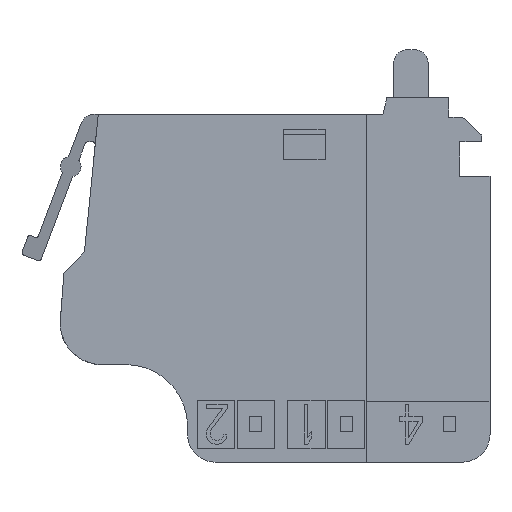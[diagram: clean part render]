
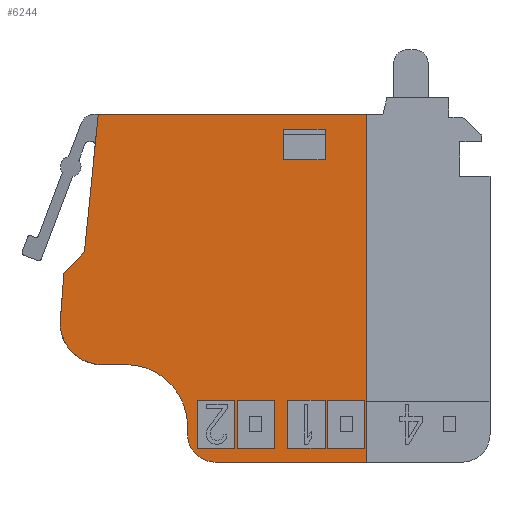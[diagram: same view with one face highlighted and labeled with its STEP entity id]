
A CAD part, left-side view. The second image highlights one B-rep face of the part: STEP entity #6244.
In plain terms, the highlighted planar face has unit normal (-1, 0, 0).
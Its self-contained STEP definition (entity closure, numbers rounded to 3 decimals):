
#136=DIRECTION('',(0.,-0.1,0.995));
#137=VECTOR('',#136,10.05);
#138=CARTESIAN_POINT('',(0.,29.5,-10.));
#139=LINE('',#138,#137);
#140=DIRECTION('',(0.,-1.,0.));
#141=VECTOR('',#140,19.5);
#142=CARTESIAN_POINT('',(0.,28.5,0.));
#143=LINE('',#142,#141);
#144=CARTESIAN_POINT('',(0.,20.,-23.3));
#145=DIRECTION('',(1.,0.,0.));
#146=DIRECTION('',(0.,0.,-1.));
#147=AXIS2_PLACEMENT_3D('',#144,#145,#146);
#149=CARTESIAN_POINT('',(0.,26.5,-22.7));
#150=DIRECTION('',(-1.,0.,0.));
#151=DIRECTION('',(0.,-1.,0.));
#152=AXIS2_PLACEMENT_3D('',#149,#150,#151);
#154=CARTESIAN_POINT('',(0.,28.264,-15.2));
#155=DIRECTION('',(1.,0.,0.));
#156=DIRECTION('',(0.,0.,-1.));
#157=AXIS2_PLACEMENT_3D('',#154,#155,#156);
#159=DIRECTION('',(0.,-0.076,0.997));
#160=VECTOR('',#159,3.383);
#161=CARTESIAN_POINT('',(0.,31.256,-14.973));
#162=LINE('',#161,#160);
#163=DIRECTION('',(0.,-0.684,0.73));
#164=VECTOR('',#163,2.193);
#165=CARTESIAN_POINT('',(0.,31.,-11.6));
#166=LINE('',#165,#164);
#167=DIRECTION('',(0.,0.,1.));
#168=VECTOR('',#167,2.2);
#169=CARTESIAN_POINT('',(0.,12.,-3.3));
#170=LINE('',#169,#168);
#480=DIRECTION('',(0.,1.,0.));
#481=VECTOR('',#480,3.);
#482=CARTESIAN_POINT('',(0.,12.,-3.3));
#483=LINE('',#482,#481);
#488=DIRECTION('',(0.,0.,1.));
#489=VECTOR('',#488,2.2);
#490=CARTESIAN_POINT('',(0.,15.,-3.3));
#491=LINE('',#490,#489);
#504=DIRECTION('',(0.,-1.,0.));
#505=VECTOR('',#504,3.);
#506=CARTESIAN_POINT('',(0.,15.,-1.1));
#507=LINE('',#506,#505);
#741=DIRECTION('',(0.,-1.,0.));
#742=VECTOR('',#741,11.);
#743=CARTESIAN_POINT('',(0.,20.,-25.3));
#744=LINE('',#743,#742);
#995=DIRECTION('',(0.,0.,1.));
#996=VECTOR('',#995,25.3);
#997=CARTESIAN_POINT('',(0.,9.,-25.3));
#998=LINE('',#997,#996);
#2183=DIRECTION('',(0.,0.,-1.));
#2184=VECTOR('',#2183,0.6);
#2185=CARTESIAN_POINT('',(0.,22.,-22.7));
#2186=LINE('',#2185,#2184);
#2204=DIRECTION('',(0.,-1.,0.));
#2205=VECTOR('',#2204,1.764);
#2206=CARTESIAN_POINT('',(0.,28.264,-18.2));
#2207=LINE('',#2206,#2205);
#3985=DIRECTION('',(0.,0.,-1.));
#3986=VECTOR('',#3985,3.5);
#3987=CARTESIAN_POINT('',(0.,9.1,-20.8));
#3988=LINE('',#3987,#3986);
#3993=DIRECTION('',(0.,1.,0.));
#3994=VECTOR('',#3993,2.7);
#3995=CARTESIAN_POINT('',(0.,9.1,-24.3));
#3996=LINE('',#3995,#3994);
#4001=DIRECTION('',(0.,0.,1.));
#4002=VECTOR('',#4001,3.5);
#4003=CARTESIAN_POINT('',(0.,11.8,-24.3));
#4004=LINE('',#4003,#4002);
#4009=DIRECTION('',(0.,-1.,0.));
#4010=VECTOR('',#4009,2.7);
#4011=CARTESIAN_POINT('',(0.,11.8,-20.8));
#4012=LINE('',#4011,#4010);
#4081=DIRECTION('',(0.,0.,-1.));
#4082=VECTOR('',#4081,3.5);
#4083=CARTESIAN_POINT('',(0.,12.,-20.8));
#4084=LINE('',#4083,#4082);
#4089=DIRECTION('',(0.,1.,0.));
#4090=VECTOR('',#4089,2.7);
#4091=CARTESIAN_POINT('',(0.,12.,-24.3));
#4092=LINE('',#4091,#4090);
#4097=DIRECTION('',(0.,0.,1.));
#4098=VECTOR('',#4097,3.5);
#4099=CARTESIAN_POINT('',(0.,14.7,-24.3));
#4100=LINE('',#4099,#4098);
#4105=DIRECTION('',(0.,-1.,0.));
#4106=VECTOR('',#4105,2.7);
#4107=CARTESIAN_POINT('',(0.,14.7,-20.8));
#4108=LINE('',#4107,#4106);
#4213=DIRECTION('',(0.,0.,-1.));
#4214=VECTOR('',#4213,3.5);
#4215=CARTESIAN_POINT('',(0.,15.7,-20.8));
#4216=LINE('',#4215,#4214);
#4221=DIRECTION('',(0.,1.,0.));
#4222=VECTOR('',#4221,2.7);
#4223=CARTESIAN_POINT('',(0.,15.7,-24.3));
#4224=LINE('',#4223,#4222);
#4229=DIRECTION('',(0.,0.,1.));
#4230=VECTOR('',#4229,3.5);
#4231=CARTESIAN_POINT('',(0.,18.4,-24.3));
#4232=LINE('',#4231,#4230);
#4237=DIRECTION('',(0.,-1.,0.));
#4238=VECTOR('',#4237,2.7);
#4239=CARTESIAN_POINT('',(0.,18.4,-20.8));
#4240=LINE('',#4239,#4238);
#4309=DIRECTION('',(0.,0.,-1.));
#4310=VECTOR('',#4309,3.5);
#4311=CARTESIAN_POINT('',(0.,18.6,-20.8));
#4312=LINE('',#4311,#4310);
#4317=DIRECTION('',(0.,1.,0.));
#4318=VECTOR('',#4317,2.7);
#4319=CARTESIAN_POINT('',(0.,18.6,-24.3));
#4320=LINE('',#4319,#4318);
#4325=DIRECTION('',(0.,0.,1.));
#4326=VECTOR('',#4325,3.5);
#4327=CARTESIAN_POINT('',(0.,21.3,-24.3));
#4328=LINE('',#4327,#4326);
#4333=DIRECTION('',(0.,-1.,0.));
#4334=VECTOR('',#4333,2.7);
#4335=CARTESIAN_POINT('',(0.,21.3,-20.8));
#4336=LINE('',#4335,#4334);
#4693=CARTESIAN_POINT('',(0.,20.,-25.3));
#4694=CARTESIAN_POINT('',(0.,22.,-23.3));
#4695=VERTEX_POINT('',#4693);
#4696=VERTEX_POINT('',#4694);
#4787=CARTESIAN_POINT('',(0.,29.5,-10.));
#4788=CARTESIAN_POINT('',(0.,28.5,0.));
#4789=VERTEX_POINT('',#4787);
#4790=VERTEX_POINT('',#4788);
#4791=CARTESIAN_POINT('',(0.,9.,0.));
#4792=VERTEX_POINT('',#4791);
#4793=CARTESIAN_POINT('',(0.,9.,-25.3));
#4794=VERTEX_POINT('',#4793);
#4795=CARTESIAN_POINT('',(0.,22.,-22.7));
#4796=VERTEX_POINT('',#4795);
#4797=CARTESIAN_POINT('',(0.,26.5,-18.2));
#4798=VERTEX_POINT('',#4797);
#4799=CARTESIAN_POINT('',(0.,28.264,-18.2));
#4800=VERTEX_POINT('',#4799);
#4801=CARTESIAN_POINT('',(0.,31.256,-14.973));
#4802=VERTEX_POINT('',#4801);
#4803=CARTESIAN_POINT('',(0.,31.,-11.6));
#4804=VERTEX_POINT('',#4803);
#4805=CARTESIAN_POINT('',(0.,9.1,-20.8));
#4806=CARTESIAN_POINT('',(0.,9.1,-24.3));
#4807=VERTEX_POINT('',#4805);
#4808=VERTEX_POINT('',#4806);
#4809=CARTESIAN_POINT('',(0.,11.8,-20.8));
#4810=VERTEX_POINT('',#4809);
#4811=CARTESIAN_POINT('',(0.,11.8,-24.3));
#4812=VERTEX_POINT('',#4811);
#4813=CARTESIAN_POINT('',(0.,12.,-20.8));
#4814=CARTESIAN_POINT('',(0.,12.,-24.3));
#4815=VERTEX_POINT('',#4813);
#4816=VERTEX_POINT('',#4814);
#4817=CARTESIAN_POINT('',(0.,14.7,-20.8));
#4818=VERTEX_POINT('',#4817);
#4819=CARTESIAN_POINT('',(0.,14.7,-24.3));
#4820=VERTEX_POINT('',#4819);
#4821=CARTESIAN_POINT('',(0.,15.7,-20.8));
#4822=CARTESIAN_POINT('',(0.,15.7,-24.3));
#4823=VERTEX_POINT('',#4821);
#4824=VERTEX_POINT('',#4822);
#4825=CARTESIAN_POINT('',(0.,18.4,-20.8));
#4826=VERTEX_POINT('',#4825);
#4827=CARTESIAN_POINT('',(0.,18.4,-24.3));
#4828=VERTEX_POINT('',#4827);
#4829=CARTESIAN_POINT('',(0.,18.6,-20.8));
#4830=CARTESIAN_POINT('',(0.,18.6,-24.3));
#4831=VERTEX_POINT('',#4829);
#4832=VERTEX_POINT('',#4830);
#4833=CARTESIAN_POINT('',(0.,21.3,-20.8));
#4834=VERTEX_POINT('',#4833);
#4835=CARTESIAN_POINT('',(0.,21.3,-24.3));
#4836=VERTEX_POINT('',#4835);
#4837=CARTESIAN_POINT('',(0.,12.,-3.3));
#4838=CARTESIAN_POINT('',(0.,15.,-3.3));
#4839=VERTEX_POINT('',#4837);
#4840=VERTEX_POINT('',#4838);
#4841=CARTESIAN_POINT('',(0.,12.,-1.1));
#4842=VERTEX_POINT('',#4841);
#4843=CARTESIAN_POINT('',(0.,15.,-1.1));
#4844=VERTEX_POINT('',#4843);
#6166=CARTESIAN_POINT('',(0.,0.,0.));
#6167=DIRECTION('',(1.,0.,0.));
#6168=DIRECTION('',(0.,-1.,0.));
#6169=AXIS2_PLACEMENT_3D('',#6166,#6167,#6168);
#6170=PLANE('',#6169);
#6172=ORIENTED_EDGE('',*,*,#6171,.T.);
#6174=ORIENTED_EDGE('',*,*,#6173,.T.);
#6176=ORIENTED_EDGE('',*,*,#6175,.F.);
#6178=ORIENTED_EDGE('',*,*,#6177,.F.);
#6179=ORIENTED_EDGE('',*,*,#6155,.T.);
#6181=ORIENTED_EDGE('',*,*,#6180,.F.);
#6183=ORIENTED_EDGE('',*,*,#6182,.T.);
#6185=ORIENTED_EDGE('',*,*,#6184,.F.);
#6187=ORIENTED_EDGE('',*,*,#6186,.T.);
#6189=ORIENTED_EDGE('',*,*,#6188,.T.);
#6191=ORIENTED_EDGE('',*,*,#6190,.T.);
#6192=EDGE_LOOP('',(#6172,#6174,#6176,#6178,#6179,#6181,#6183,#6185,#6187,#6189,
#6191));
#6193=FACE_OUTER_BOUND('',#6192,.F.);
#6195=ORIENTED_EDGE('',*,*,#6194,.F.);
#6197=ORIENTED_EDGE('',*,*,#6196,.F.);
#6199=ORIENTED_EDGE('',*,*,#6198,.F.);
#6201=ORIENTED_EDGE('',*,*,#6200,.F.);
#6202=EDGE_LOOP('',(#6195,#6197,#6199,#6201));
#6203=FACE_BOUND('',#6202,.F.);
#6205=ORIENTED_EDGE('',*,*,#6204,.F.);
#6207=ORIENTED_EDGE('',*,*,#6206,.F.);
#6209=ORIENTED_EDGE('',*,*,#6208,.F.);
#6211=ORIENTED_EDGE('',*,*,#6210,.F.);
#6212=EDGE_LOOP('',(#6205,#6207,#6209,#6211));
#6213=FACE_BOUND('',#6212,.F.);
#6215=ORIENTED_EDGE('',*,*,#6214,.F.);
#6217=ORIENTED_EDGE('',*,*,#6216,.F.);
#6219=ORIENTED_EDGE('',*,*,#6218,.F.);
#6221=ORIENTED_EDGE('',*,*,#6220,.F.);
#6222=EDGE_LOOP('',(#6215,#6217,#6219,#6221));
#6223=FACE_BOUND('',#6222,.F.);
#6225=ORIENTED_EDGE('',*,*,#6224,.F.);
#6227=ORIENTED_EDGE('',*,*,#6226,.F.);
#6229=ORIENTED_EDGE('',*,*,#6228,.F.);
#6231=ORIENTED_EDGE('',*,*,#6230,.F.);
#6232=EDGE_LOOP('',(#6225,#6227,#6229,#6231));
#6233=FACE_BOUND('',#6232,.F.);
#6235=ORIENTED_EDGE('',*,*,#6234,.F.);
#6237=ORIENTED_EDGE('',*,*,#6236,.T.);
#6239=ORIENTED_EDGE('',*,*,#6238,.F.);
#6241=ORIENTED_EDGE('',*,*,#6240,.F.);
#6242=EDGE_LOOP('',(#6235,#6237,#6239,#6241));
#6243=FACE_BOUND('',#6242,.F.);
#6244=ADVANCED_FACE('',(#6193,#6203,#6213,#6223,#6233,#6243),#6170,.F.);
#148=CIRCLE('',#147,2.);
#153=CIRCLE('',#152,4.5);
#158=CIRCLE('',#157,3.);
#6155=EDGE_CURVE('',#4695,#4696,#148,.T.);
#6171=EDGE_CURVE('',#4789,#4790,#139,.T.);
#6173=EDGE_CURVE('',#4790,#4792,#143,.T.);
#6175=EDGE_CURVE('',#4794,#4792,#998,.T.);
#6177=EDGE_CURVE('',#4695,#4794,#744,.T.);
#6180=EDGE_CURVE('',#4796,#4696,#2186,.T.);
#6182=EDGE_CURVE('',#4796,#4798,#153,.T.);
#6184=EDGE_CURVE('',#4800,#4798,#2207,.T.);
#6186=EDGE_CURVE('',#4800,#4802,#158,.T.);
#6188=EDGE_CURVE('',#4802,#4804,#162,.T.);
#6190=EDGE_CURVE('',#4804,#4789,#166,.T.);
#6194=EDGE_CURVE('',#4807,#4808,#3988,.T.);
#6196=EDGE_CURVE('',#4810,#4807,#4012,.T.);
#6198=EDGE_CURVE('',#4812,#4810,#4004,.T.);
#6200=EDGE_CURVE('',#4808,#4812,#3996,.T.);
#6204=EDGE_CURVE('',#4815,#4816,#4084,.T.);
#6206=EDGE_CURVE('',#4818,#4815,#4108,.T.);
#6208=EDGE_CURVE('',#4820,#4818,#4100,.T.);
#6210=EDGE_CURVE('',#4816,#4820,#4092,.T.);
#6214=EDGE_CURVE('',#4823,#4824,#4216,.T.);
#6216=EDGE_CURVE('',#4826,#4823,#4240,.T.);
#6218=EDGE_CURVE('',#4828,#4826,#4232,.T.);
#6220=EDGE_CURVE('',#4824,#4828,#4224,.T.);
#6224=EDGE_CURVE('',#4831,#4832,#4312,.T.);
#6226=EDGE_CURVE('',#4834,#4831,#4336,.T.);
#6228=EDGE_CURVE('',#4836,#4834,#4328,.T.);
#6230=EDGE_CURVE('',#4832,#4836,#4320,.T.);
#6234=EDGE_CURVE('',#4839,#4840,#483,.T.);
#6236=EDGE_CURVE('',#4839,#4842,#170,.T.);
#6238=EDGE_CURVE('',#4844,#4842,#507,.T.);
#6240=EDGE_CURVE('',#4840,#4844,#491,.T.);
